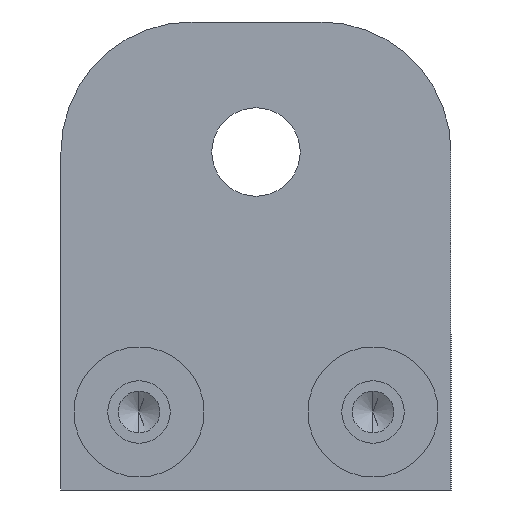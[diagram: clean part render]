
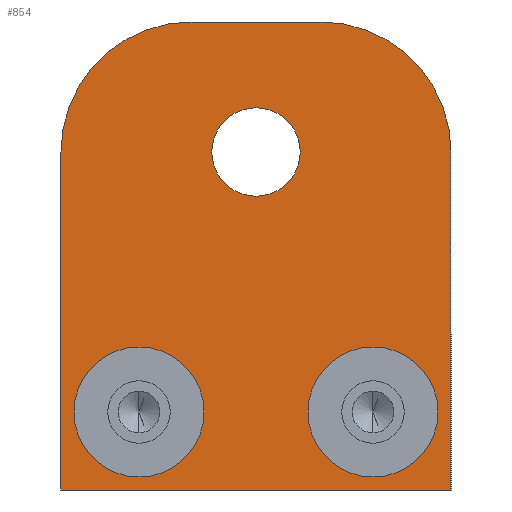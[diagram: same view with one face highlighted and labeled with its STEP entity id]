
A CAD part, left-side view. The second image highlights one B-rep face of the part: STEP entity #854.
In plain terms, the highlighted planar face has unit normal (-1, 0, 0).
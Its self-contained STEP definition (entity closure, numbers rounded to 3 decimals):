
#16 = EDGE_CURVE ( 'NONE', #829, #1357, #1437, .T. ) ;
#20 = CARTESIAN_POINT ( 'NONE',  ( -4., 0., 13. ) ) ;
#39 = DIRECTION ( 'NONE',  ( 1., 0., 0. ) ) ;
#47 = AXIS2_PLACEMENT_3D ( 'NONE', #174, #1520, #428 ) ;
#50 = EDGE_CURVE ( 'NONE', #1140, #1361, #361, .T. ) ;
#69 = ORIENTED_EDGE ( 'NONE', *, *, #641, .T. ) ;
#95 = LINE ( 'NONE', #816, #459 ) ;
#105 = DIRECTION ( 'NONE',  ( -1., 0., 0. ) ) ;
#129 = ORIENTED_EDGE ( 'NONE', *, *, #16, .F. ) ;
#174 = CARTESIAN_POINT ( 'NONE',  ( -4., 10., 13. ) ) ;
#189 = CIRCLE ( 'NONE', #557, 5. ) ;
#218 = CARTESIAN_POINT ( 'NONE',  ( -4., 7.5, 11.3 ) ) ;
#244 = CARTESIAN_POINT ( 'NONE',  ( -4., 10., 13. ) ) ;
#284 = CARTESIAN_POINT ( 'NONE',  ( -4., 5., 18. ) ) ;
#286 = VERTEX_POINT ( 'NONE', #284 ) ;
#292 = VECTOR ( 'NONE', #1658, 1000. ) ;
#304 = EDGE_CURVE ( 'NONE', #788, #286, #189, .T. ) ;
#316 = LINE ( 'NONE', #1640, #631 ) ;
#344 = ORIENTED_EDGE ( 'NONE', *, *, #1697, .F. ) ;
#361 = CIRCLE ( 'NONE', #1280, 2.5 ) ;
#393 = ORIENTED_EDGE ( 'NONE', *, *, #1443, .T. ) ;
#405 = DIRECTION ( 'NONE',  ( 0., 0., -1. ) ) ;
#406 = DIRECTION ( 'NONE',  ( 1., 0., 0. ) ) ;
#408 = PLANE ( 'NONE',  #1320 ) ;
#409 = ORIENTED_EDGE ( 'NONE', *, *, #1384, .T. ) ;
#417 = VERTEX_POINT ( 'NONE', #218 ) ;
#428 = DIRECTION ( 'NONE',  ( 0., 0., -1. ) ) ;
#439 = DIRECTION ( 'NONE',  ( 1., 0., 0. ) ) ;
#459 = VECTOR ( 'NONE', #1112, 1000. ) ;
#496 = FACE_OUTER_BOUND ( 'NONE', #937, .T. ) ;
#504 = CARTESIAN_POINT ( 'NONE',  ( -4., 12., 3. ) ) ;
#540 = FACE_BOUND ( 'NONE', #702, .T. ) ;
#541 = DIRECTION ( 'NONE',  ( -1., 0., 0. ) ) ;
#544 = VERTEX_POINT ( 'NONE', #559 ) ;
#549 = CARTESIAN_POINT ( 'NONE',  ( -4., 0., 0. ) ) ;
#555 = CARTESIAN_POINT ( 'NONE',  ( -4., 0., 13. ) ) ;
#557 = AXIS2_PLACEMENT_3D ( 'NONE', #1083, #1487, #405 ) ;
#559 = CARTESIAN_POINT ( 'NONE',  ( -4., 15., 13. ) ) ;
#595 = VERTEX_POINT ( 'NONE', #629 ) ;
#629 = CARTESIAN_POINT ( 'NONE',  ( -4., 7.5, 14.7 ) ) ;
#631 = VECTOR ( 'NONE', #1235, 1000. ) ;
#635 = FACE_BOUND ( 'NONE', #866, .T. ) ;
#641 = EDGE_CURVE ( 'NONE', #1668, #544, #1481, .T. ) ;
#649 = DIRECTION ( 'NONE',  ( 0., 0., 1. ) ) ;
#702 = EDGE_LOOP ( 'NONE', ( #1455, #1192 ) ) ;
#730 = VERTEX_POINT ( 'NONE', #549 ) ;
#733 = VECTOR ( 'NONE', #1375, 1000. ) ;
#734 = ORIENTED_EDGE ( 'NONE', *, *, #916, .T. ) ;
#759 = ORIENTED_EDGE ( 'NONE', *, *, #304, .T. ) ;
#778 = CARTESIAN_POINT ( 'NONE',  ( -4., 3., 3. ) ) ;
#788 = VERTEX_POINT ( 'NONE', #20 ) ;
#816 = CARTESIAN_POINT ( 'NONE',  ( -4., 15., 0. ) ) ;
#821 = CIRCLE ( 'NONE', #1513, 1.7 ) ;
#829 = VERTEX_POINT ( 'NONE', #1768 ) ;
#851 = DIRECTION ( 'NONE',  ( 0., 0., -1. ) ) ;
#854 = ADVANCED_FACE ( 'NONE', ( #861, #540, #635, #496 ), #408, .F. ) ;
#858 = CIRCLE ( 'NONE', #1609, 1.7 ) ;
#861 = FACE_BOUND ( 'NONE', #951, .T. ) ;
#866 = EDGE_LOOP ( 'NONE', ( #129, #344 ) ) ;
#870 = CARTESIAN_POINT ( 'NONE',  ( -4., 12., 0.5 ) ) ;
#895 = EDGE_CURVE ( 'NONE', #544, #1549, #95, .T. ) ;
#907 = DIRECTION ( 'NONE',  ( 0., 0., 1. ) ) ;
#916 = EDGE_CURVE ( 'NONE', #595, #417, #821, .T. ) ;
#921 = CARTESIAN_POINT ( 'NONE',  ( -4., 3., 0.5 ) ) ;
#937 = EDGE_LOOP ( 'NONE', ( #981, #1206, #759, #409, #69, #1185 ) ) ;
#948 = CARTESIAN_POINT ( 'NONE',  ( -4., 7.5, 13. ) ) ;
#951 = EDGE_LOOP ( 'NONE', ( #393, #734 ) ) ;
#981 = ORIENTED_EDGE ( 'NONE', *, *, #1496, .T. ) ;
#990 = CARTESIAN_POINT ( 'NONE',  ( -4., 12., 3. ) ) ;
#1003 = AXIS2_PLACEMENT_3D ( 'NONE', #1711, #1579, #1267 ) ;
#1006 = LINE ( 'NONE', #555, #292 ) ;
#1083 = CARTESIAN_POINT ( 'NONE',  ( -4., 5., 13. ) ) ;
#1094 = LINE ( 'NONE', #1763, #733 ) ;
#1112 = DIRECTION ( 'NONE',  ( 0., 0., -1. ) ) ;
#1140 = VERTEX_POINT ( 'NONE', #870 ) ;
#1185 = ORIENTED_EDGE ( 'NONE', *, *, #895, .T. ) ;
#1192 = ORIENTED_EDGE ( 'NONE', *, *, #50, .F. ) ;
#1204 = CARTESIAN_POINT ( 'NONE',  ( -4., 12., 5.5 ) ) ;
#1206 = ORIENTED_EDGE ( 'NONE', *, *, #1598, .T. ) ;
#1217 = DIRECTION ( 'NONE',  ( 0., 0., -1. ) ) ;
#1235 = DIRECTION ( 'NONE',  ( 0., 1., 0. ) ) ;
#1236 = AXIS2_PLACEMENT_3D ( 'NONE', #990, #541, #1522 ) ;
#1267 = DIRECTION ( 'NONE',  ( 0., 0., 1. ) ) ;
#1280 = AXIS2_PLACEMENT_3D ( 'NONE', #504, #1459, #649 ) ;
#1320 = AXIS2_PLACEMENT_3D ( 'NONE', #244, #406, #1217 ) ;
#1334 = CARTESIAN_POINT ( 'NONE',  ( -4., 10., 18. ) ) ;
#1357 = VERTEX_POINT ( 'NONE', #921 ) ;
#1361 = VERTEX_POINT ( 'NONE', #1204 ) ;
#1375 = DIRECTION ( 'NONE',  ( 0., -1., 0. ) ) ;
#1384 = EDGE_CURVE ( 'NONE', #286, #1668, #316, .T. ) ;
#1408 = EDGE_CURVE ( 'NONE', #1361, #1140, #1631, .T. ) ;
#1435 = CARTESIAN_POINT ( 'NONE',  ( -4., 7.5, 13. ) ) ;
#1437 = CIRCLE ( 'NONE', #1003, 2.5 ) ;
#1443 = EDGE_CURVE ( 'NONE', #417, #595, #858, .T. ) ;
#1455 = ORIENTED_EDGE ( 'NONE', *, *, #1408, .F. ) ;
#1459 = DIRECTION ( 'NONE',  ( -1., 0., 0. ) ) ;
#1465 = DIRECTION ( 'NONE',  ( 0., 0., -1. ) ) ;
#1473 = AXIS2_PLACEMENT_3D ( 'NONE', #778, #105, #907 ) ;
#1481 = CIRCLE ( 'NONE', #47, 5. ) ;
#1487 = DIRECTION ( 'NONE',  ( -1., 0., 0. ) ) ;
#1496 = EDGE_CURVE ( 'NONE', #1549, #730, #1094, .T. ) ;
#1513 = AXIS2_PLACEMENT_3D ( 'NONE', #948, #39, #851 ) ;
#1520 = DIRECTION ( 'NONE',  ( -1., 0., 0. ) ) ;
#1522 = DIRECTION ( 'NONE',  ( 0., 0., 1. ) ) ;
#1549 = VERTEX_POINT ( 'NONE', #1645 ) ;
#1579 = DIRECTION ( 'NONE',  ( -1., 0., 0. ) ) ;
#1598 = EDGE_CURVE ( 'NONE', #730, #788, #1006, .T. ) ;
#1609 = AXIS2_PLACEMENT_3D ( 'NONE', #1435, #439, #1465 ) ;
#1631 = CIRCLE ( 'NONE', #1236, 2.5 ) ;
#1640 = CARTESIAN_POINT ( 'NONE',  ( -4., 10., 18. ) ) ;
#1645 = CARTESIAN_POINT ( 'NONE',  ( -4., 15., 0. ) ) ;
#1658 = DIRECTION ( 'NONE',  ( 0., 0., 1. ) ) ;
#1659 = CIRCLE ( 'NONE', #1473, 2.5 ) ;
#1668 = VERTEX_POINT ( 'NONE', #1334 ) ;
#1697 = EDGE_CURVE ( 'NONE', #1357, #829, #1659, .T. ) ;
#1711 = CARTESIAN_POINT ( 'NONE',  ( -4., 3., 3. ) ) ;
#1763 = CARTESIAN_POINT ( 'NONE',  ( -4., 0., 0. ) ) ;
#1768 = CARTESIAN_POINT ( 'NONE',  ( -4., 3., 5.5 ) ) ;
